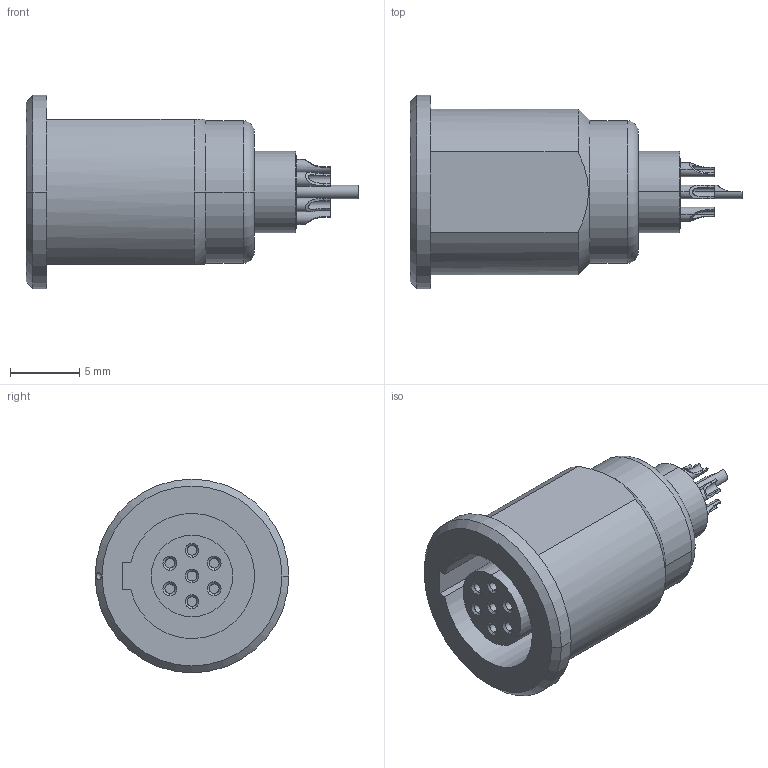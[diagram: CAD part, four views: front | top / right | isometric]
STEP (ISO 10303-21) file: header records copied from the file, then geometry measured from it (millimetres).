
FILE_DESCRIPTION((''),'2;1');
FILE_NAME('G11L0C-P07L','2014-02-04T',('RTrager'),(''),'PRO/ENGINEER BY PARAMETRIC TECHNOLOGY CORPORATION, 2013050','PRO/ENGINEER BY PARAMETRIC TECHNOLOGY CORPORATION, 2013050','');
FILE_SCHEMA(('CONFIG_CONTROL_DESIGN'));
Length unit declared in the file: millimetre
Products named in the file (1): G11L0C-P07L
Bounding box: 24 x 14 x 14 mm (x, y, z)
Volume: 1338.5 mm3; surface area: 1684.6 mm2
Topology: 1 solids, 1 shells, 140 faces, 335 edges, 214 vertices
Faces by surface type: cylinder 66, plane 39, cone 18, torus 8, bspline 8, sphere 1
Entity records: 5185 total; most frequent: CARTESIAN_POINT 1851, DIRECTION 717, ORIENTED_EDGE 666, EDGE_CURVE 333, AXIS2_PLACEMENT_3D 290, VERTEX_POINT 214, EDGE_LOOP 159, CIRCLE 158
